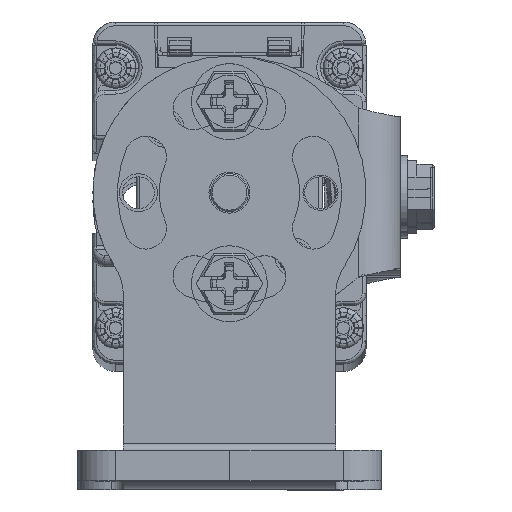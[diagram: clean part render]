
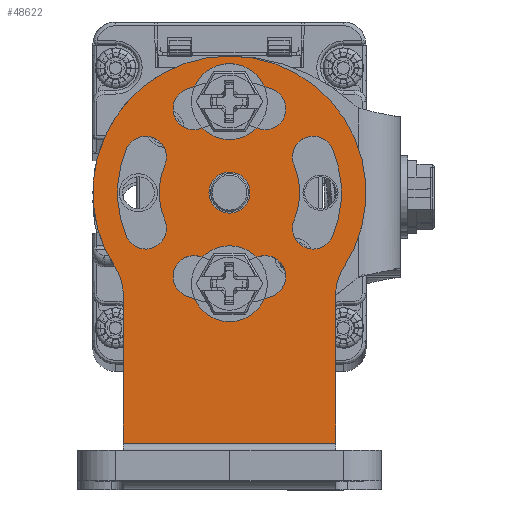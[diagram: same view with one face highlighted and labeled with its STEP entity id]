
A CAD part, top view. The second image highlights one B-rep face of the part: STEP entity #48622.
In plain terms, the highlighted face is planar.
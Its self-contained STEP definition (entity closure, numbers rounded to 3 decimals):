
#47714=CARTESIAN_POINT('',(4.,38.,0.));
#47715=DIRECTION('',(-1.,0.,0.));
#47716=DIRECTION('',(0.,0.,-1.));
#47717=AXIS2_PLACEMENT_3D('',#47714,#47715,#47716);
#47719=CARTESIAN_POINT('',(4.,38.,0.));
#47720=DIRECTION('',(-1.,0.,0.));
#47721=DIRECTION('',(0.,0.,1.));
#47722=AXIS2_PLACEMENT_3D('',#47719,#47720,#47721);
#47724=DIRECTION('',(0.,1.,0.));
#47725=VECTOR('',#47724,19.734);
#47726=CARTESIAN_POINT('',(4.,5.,14.));
#47727=LINE('',#47726,#47725);
#47728=CARTESIAN_POINT('',(4.,38.,0.));
#47729=DIRECTION('',(1.,0.,0.));
#47730=DIRECTION('',(0.,1.,0.));
#47731=AXIS2_PLACEMENT_3D('',#47728,#47729,#47730);
#47733=CARTESIAN_POINT('',(4.,38.,0.));
#47734=DIRECTION('',(1.,0.,0.));
#47735=DIRECTION('',(0.,-0.553,-0.833));
#47736=AXIS2_PLACEMENT_3D('',#47733,#47734,#47735);
#47738=DIRECTION('',(0.,1.,0.));
#47739=VECTOR('',#47738,19.734);
#47740=CARTESIAN_POINT('',(4.,5.,-14.));
#47741=LINE('',#47740,#47739);
#47742=CARTESIAN_POINT('',(4.,38.,0.));
#47743=DIRECTION('',(-1.,0.,0.));
#47744=DIRECTION('',(0.,0.921,0.391));
#47745=AXIS2_PLACEMENT_3D('',#47742,#47743,#47744);
#47747=CARTESIAN_POINT('',(4.,49.046,-4.689));
#47748=DIRECTION('',(-1.,0.,0.));
#47749=DIRECTION('',(0.,0.921,-0.391));
#47750=AXIS2_PLACEMENT_3D('',#47747,#47748,#47749);
#47752=CARTESIAN_POINT('',(4.,38.,0.));
#47753=DIRECTION('',(-1.,0.,0.));
#47754=DIRECTION('',(0.,0.921,0.391));
#47755=AXIS2_PLACEMENT_3D('',#47752,#47753,#47754);
#47757=CARTESIAN_POINT('',(4.,49.046,4.689));
#47758=DIRECTION('',(-1.,0.,0.));
#47759=DIRECTION('',(0.,-0.921,-0.391));
#47760=AXIS2_PLACEMENT_3D('',#47757,#47758,#47759);
#47762=CARTESIAN_POINT('',(4.,38.,0.));
#47763=DIRECTION('',(-1.,0.,0.));
#47764=DIRECTION('',(0.,0.391,-0.921));
#47765=AXIS2_PLACEMENT_3D('',#47762,#47763,#47764);
#47767=CARTESIAN_POINT('',(4.,33.311,-11.046));
#47768=DIRECTION('',(-1.,0.,0.));
#47769=DIRECTION('',(0.,-0.391,-0.921));
#47770=AXIS2_PLACEMENT_3D('',#47767,#47768,#47769);
#47772=CARTESIAN_POINT('',(4.,38.,0.));
#47773=DIRECTION('',(-1.,0.,0.));
#47774=DIRECTION('',(0.,0.391,-0.921));
#47775=AXIS2_PLACEMENT_3D('',#47772,#47773,#47774);
#47777=CARTESIAN_POINT('',(4.,42.689,-11.046));
#47778=DIRECTION('',(-1.,0.,0.));
#47779=DIRECTION('',(0.,-0.391,0.921));
#47780=AXIS2_PLACEMENT_3D('',#47777,#47778,#47779);
#47782=CARTESIAN_POINT('',(4.,38.,0.));
#47783=DIRECTION('',(-1.,0.,0.));
#47784=DIRECTION('',(0.,-0.921,-0.391));
#47785=AXIS2_PLACEMENT_3D('',#47782,#47783,#47784);
#47787=CARTESIAN_POINT('',(4.,26.954,4.689));
#47788=DIRECTION('',(-1.,0.,0.));
#47789=DIRECTION('',(0.,-0.921,0.391));
#47790=AXIS2_PLACEMENT_3D('',#47787,#47788,#47789);
#47792=CARTESIAN_POINT('',(4.,38.,0.));
#47793=DIRECTION('',(-1.,0.,0.));
#47794=DIRECTION('',(0.,-0.921,-0.391));
#47795=AXIS2_PLACEMENT_3D('',#47792,#47793,#47794);
#47797=CARTESIAN_POINT('',(4.,26.954,-4.689));
#47798=DIRECTION('',(-1.,0.,0.));
#47799=DIRECTION('',(0.,0.921,0.391));
#47800=AXIS2_PLACEMENT_3D('',#47797,#47798,#47799);
#47802=CARTESIAN_POINT('',(4.,38.,0.));
#47803=DIRECTION('',(-1.,0.,0.));
#47804=DIRECTION('',(0.,-0.391,0.921));
#47805=AXIS2_PLACEMENT_3D('',#47802,#47803,#47804);
#47807=CARTESIAN_POINT('',(4.,42.689,11.046));
#47808=DIRECTION('',(-1.,0.,0.));
#47809=DIRECTION('',(0.,0.391,0.921));
#47810=AXIS2_PLACEMENT_3D('',#47807,#47808,#47809);
#47812=CARTESIAN_POINT('',(4.,38.,0.));
#47813=DIRECTION('',(-1.,0.,0.));
#47814=DIRECTION('',(0.,-0.391,0.921));
#47815=AXIS2_PLACEMENT_3D('',#47812,#47813,#47814);
#47817=CARTESIAN_POINT('',(4.,33.311,11.046));
#47818=DIRECTION('',(-1.,0.,0.));
#47819=DIRECTION('',(0.,0.391,-0.921));
#47820=AXIS2_PLACEMENT_3D('',#47817,#47818,#47819);
#47831=CARTESIAN_POINT('',(4.,24.734,20.));
#47832=DIRECTION('',(-1.,0.,0.));
#47833=DIRECTION('',(0.,0.553,-0.833));
#47834=AXIS2_PLACEMENT_3D('',#47831,#47832,#47833);
#47853=CARTESIAN_POINT('',(4.,24.734,-20.));
#47854=DIRECTION('',(-1.,0.,0.));
#47855=DIRECTION('',(0.,0.,1.));
#47856=AXIS2_PLACEMENT_3D('',#47853,#47854,#47855);
#47878=DIRECTION('',(0.,0.,1.));
#47879=VECTOR('',#47878,28.);
#47880=CARTESIAN_POINT('',(4.,5.,-14.));
#47881=LINE('',#47880,#47879);
#48046=CARTESIAN_POINT('',(4.,5.,-14.));
#48047=CARTESIAN_POINT('',(4.,5.,14.));
#48048=VERTEX_POINT('',#48046);
#48049=VERTEX_POINT('',#48047);
#48054=CARTESIAN_POINT('',(4.,38.,-2.7));
#48055=CARTESIAN_POINT('',(4.,38.,2.7));
#48056=VERTEX_POINT('',#48054);
#48057=VERTEX_POINT('',#48055);
#48067=CARTESIAN_POINT('',(4.,56.,0.));
#48069=VERTEX_POINT('',#48067);
#48084=CARTESIAN_POINT('',(4.,46.515,3.614));
#48085=CARTESIAN_POINT('',(4.,46.515,-3.614));
#48086=VERTEX_POINT('',#48084);
#48087=VERTEX_POINT('',#48085);
#48088=CARTESIAN_POINT('',(4.,51.577,-5.763));
#48089=VERTEX_POINT('',#48088);
#48090=CARTESIAN_POINT('',(4.,51.577,5.763));
#48091=VERTEX_POINT('',#48090);
#48100=CARTESIAN_POINT('',(4.,41.614,-8.515));
#48101=CARTESIAN_POINT('',(4.,34.386,-8.515));
#48102=VERTEX_POINT('',#48100);
#48103=VERTEX_POINT('',#48101);
#48104=CARTESIAN_POINT('',(4.,32.237,-13.577));
#48105=VERTEX_POINT('',#48104);
#48106=CARTESIAN_POINT('',(4.,43.763,-13.577));
#48107=VERTEX_POINT('',#48106);
#48116=CARTESIAN_POINT('',(4.,29.485,-3.614));
#48117=CARTESIAN_POINT('',(4.,29.485,3.614));
#48118=VERTEX_POINT('',#48116);
#48119=VERTEX_POINT('',#48117);
#48120=CARTESIAN_POINT('',(4.,24.423,5.763));
#48121=VERTEX_POINT('',#48120);
#48122=CARTESIAN_POINT('',(4.,24.423,-5.763));
#48123=VERTEX_POINT('',#48122);
#48132=CARTESIAN_POINT('',(4.,34.386,8.515));
#48133=CARTESIAN_POINT('',(4.,41.614,8.515));
#48134=VERTEX_POINT('',#48132);
#48135=VERTEX_POINT('',#48133);
#48136=CARTESIAN_POINT('',(4.,43.763,13.577));
#48137=VERTEX_POINT('',#48136);
#48138=CARTESIAN_POINT('',(4.,32.237,13.577));
#48139=VERTEX_POINT('',#48138);
#48181=CARTESIAN_POINT('',(4.,28.05,-15.));
#48183=VERTEX_POINT('',#48181);
#48185=CARTESIAN_POINT('',(4.,24.734,-14.));
#48187=VERTEX_POINT('',#48185);
#48189=CARTESIAN_POINT('',(4.,24.734,14.));
#48191=VERTEX_POINT('',#48189);
#48193=CARTESIAN_POINT('',(4.,28.05,15.));
#48195=VERTEX_POINT('',#48193);
#48557=CARTESIAN_POINT('',(4.,56.,-20.));
#48558=DIRECTION('',(-1.,0.,0.));
#48559=DIRECTION('',(0.,-1.,0.));
#48560=AXIS2_PLACEMENT_3D('',#48557,#48558,#48559);
#48561=PLANE('',#48560);
#48563=ORIENTED_EDGE('',*,*,#48562,.T.);
#48565=ORIENTED_EDGE('',*,*,#48564,.F.);
#48567=ORIENTED_EDGE('',*,*,#48566,.F.);
#48569=ORIENTED_EDGE('',*,*,#48568,.F.);
#48571=ORIENTED_EDGE('',*,*,#48570,.F.);
#48573=ORIENTED_EDGE('',*,*,#48572,.F.);
#48575=ORIENTED_EDGE('',*,*,#48574,.T.);
#48576=EDGE_LOOP('',(#48563,#48565,#48567,#48569,#48571,#48573,#48575));
#48577=FACE_OUTER_BOUND('',#48576,.F.);
#48578=ORIENTED_EDGE('',*,*,#48537,.F.);
#48579=ORIENTED_EDGE('',*,*,#48551,.F.);
#48580=EDGE_LOOP('',(#48578,#48579));
#48581=FACE_BOUND('',#48580,.F.);
#48583=ORIENTED_EDGE('',*,*,#48582,.T.);
#48585=ORIENTED_EDGE('',*,*,#48584,.F.);
#48587=ORIENTED_EDGE('',*,*,#48586,.F.);
#48589=ORIENTED_EDGE('',*,*,#48588,.F.);
#48590=EDGE_LOOP('',(#48583,#48585,#48587,#48589));
#48591=FACE_BOUND('',#48590,.F.);
#48593=ORIENTED_EDGE('',*,*,#48592,.T.);
#48595=ORIENTED_EDGE('',*,*,#48594,.F.);
#48597=ORIENTED_EDGE('',*,*,#48596,.F.);
#48599=ORIENTED_EDGE('',*,*,#48598,.F.);
#48600=EDGE_LOOP('',(#48593,#48595,#48597,#48599));
#48601=FACE_BOUND('',#48600,.F.);
#48603=ORIENTED_EDGE('',*,*,#48602,.T.);
#48605=ORIENTED_EDGE('',*,*,#48604,.F.);
#48607=ORIENTED_EDGE('',*,*,#48606,.F.);
#48609=ORIENTED_EDGE('',*,*,#48608,.F.);
#48610=EDGE_LOOP('',(#48603,#48605,#48607,#48609));
#48611=FACE_BOUND('',#48610,.F.);
#48613=ORIENTED_EDGE('',*,*,#48612,.T.);
#48615=ORIENTED_EDGE('',*,*,#48614,.F.);
#48617=ORIENTED_EDGE('',*,*,#48616,.F.);
#48619=ORIENTED_EDGE('',*,*,#48618,.F.);
#48620=EDGE_LOOP('',(#48613,#48615,#48617,#48619));
#48621=FACE_BOUND('',#48620,.F.);
#48622=ADVANCED_FACE('',(#48577,#48581,#48591,#48601,#48611,#48621),#48561,.F.);
#47718=CIRCLE('',#47717,2.7);
#47723=CIRCLE('',#47722,2.7);
#47732=CIRCLE('',#47731,18.);
#47737=CIRCLE('',#47736,18.);
#47746=CIRCLE('',#47745,9.25);
#47751=CIRCLE('',#47750,2.75);
#47756=CIRCLE('',#47755,14.75);
#47761=CIRCLE('',#47760,2.75);
#47766=CIRCLE('',#47765,9.25);
#47771=CIRCLE('',#47770,2.75);
#47776=CIRCLE('',#47775,14.75);
#47781=CIRCLE('',#47780,2.75);
#47786=CIRCLE('',#47785,9.25);
#47791=CIRCLE('',#47790,2.75);
#47796=CIRCLE('',#47795,14.75);
#47801=CIRCLE('',#47800,2.75);
#47806=CIRCLE('',#47805,9.25);
#47811=CIRCLE('',#47810,2.75);
#47816=CIRCLE('',#47815,14.75);
#47821=CIRCLE('',#47820,2.75);
#47835=CIRCLE('',#47834,6.);
#47857=CIRCLE('',#47856,6.);
#48537=EDGE_CURVE('',#48056,#48057,#47718,.T.);
#48551=EDGE_CURVE('',#48057,#48056,#47723,.T.);
#48562=EDGE_CURVE('',#48049,#48191,#47727,.T.);
#48564=EDGE_CURVE('',#48195,#48191,#47835,.T.);
#48566=EDGE_CURVE('',#48069,#48195,#47732,.T.);
#48568=EDGE_CURVE('',#48183,#48069,#47737,.T.);
#48570=EDGE_CURVE('',#48187,#48183,#47857,.T.);
#48572=EDGE_CURVE('',#48048,#48187,#47741,.T.);
#48574=EDGE_CURVE('',#48048,#48049,#47881,.T.);
#48582=EDGE_CURVE('',#48086,#48087,#47746,.T.);
#48584=EDGE_CURVE('',#48089,#48087,#47751,.T.);
#48586=EDGE_CURVE('',#48091,#48089,#47756,.T.);
#48588=EDGE_CURVE('',#48086,#48091,#47761,.T.);
#48592=EDGE_CURVE('',#48102,#48103,#47766,.T.);
#48594=EDGE_CURVE('',#48105,#48103,#47771,.T.);
#48596=EDGE_CURVE('',#48107,#48105,#47776,.T.);
#48598=EDGE_CURVE('',#48102,#48107,#47781,.T.);
#48602=EDGE_CURVE('',#48118,#48119,#47786,.T.);
#48604=EDGE_CURVE('',#48121,#48119,#47791,.T.);
#48606=EDGE_CURVE('',#48123,#48121,#47796,.T.);
#48608=EDGE_CURVE('',#48118,#48123,#47801,.T.);
#48612=EDGE_CURVE('',#48134,#48135,#47806,.T.);
#48614=EDGE_CURVE('',#48137,#48135,#47811,.T.);
#48616=EDGE_CURVE('',#48139,#48137,#47816,.T.);
#48618=EDGE_CURVE('',#48134,#48139,#47821,.T.);
